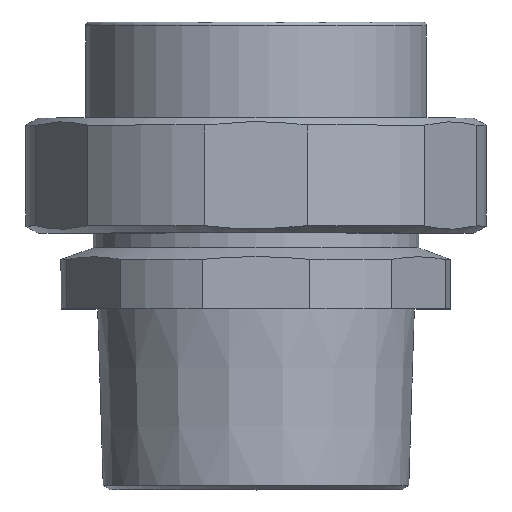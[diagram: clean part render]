
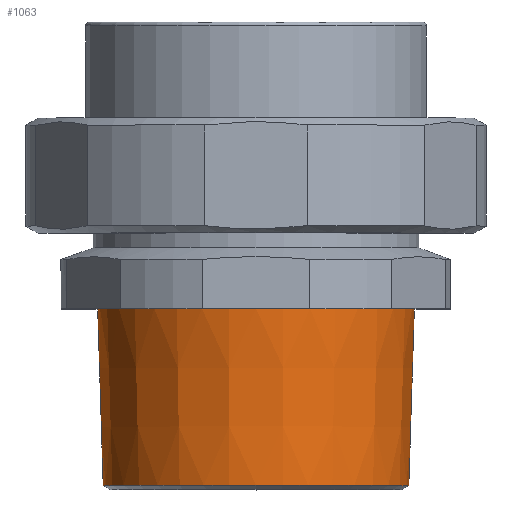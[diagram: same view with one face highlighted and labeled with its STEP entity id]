
A CAD part, top view. The second image highlights one B-rep face of the part: STEP entity #1063.
In plain terms, the highlighted conical face has half-angle 1.789 degrees and reference radius 34.316 mm.
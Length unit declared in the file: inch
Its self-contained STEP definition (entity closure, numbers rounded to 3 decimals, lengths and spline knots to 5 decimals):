
#19=CONICAL_SURFACE('',#1165,1.35104,0.031);
#65=CIRCLE('',#1135,1.375);
#66=CIRCLE('',#1136,1.375);
#84=CIRCLE('',#1166,1.32709);
#85=CIRCLE('',#1167,1.32709);
#164=FACE_OUTER_BOUND('',#221,.T.);
#221=EDGE_LOOP('',(#755,#756,#757,#758,#759,#760));
#286=LINE('',#1728,#338);
#338=VECTOR('',#1380,1.35104);
#410=VERTEX_POINT('',#1676);
#411=VERTEX_POINT('',#1677);
#423=VERTEX_POINT('',#1724);
#424=VERTEX_POINT('',#1725);
#526=EDGE_CURVE('',#410,#411,#65,.T.);
#527=EDGE_CURVE('',#411,#410,#66,.T.);
#549=EDGE_CURVE('',#423,#424,#84,.T.);
#550=EDGE_CURVE('',#424,#423,#85,.T.);
#551=EDGE_CURVE('',#424,#411,#286,.T.);
#755=ORIENTED_EDGE('',*,*,#549,.F.);
#756=ORIENTED_EDGE('',*,*,#550,.F.);
#757=ORIENTED_EDGE('',*,*,#551,.T.);
#758=ORIENTED_EDGE('',*,*,#527,.T.);
#759=ORIENTED_EDGE('',*,*,#526,.T.);
#760=ORIENTED_EDGE('',*,*,#551,.F.);
#1063=ADVANCED_FACE('',(#164),#19,.T.);
#1135=AXIS2_PLACEMENT_3D('',#1678,#1310,#1311);
#1136=AXIS2_PLACEMENT_3D('',#1679,#1312,#1313);
#1165=AXIS2_PLACEMENT_3D('',#1723,#1374,#1375);
#1166=AXIS2_PLACEMENT_3D('',#1726,#1376,#1377);
#1167=AXIS2_PLACEMENT_3D('',#1727,#1378,#1379);
#1310=DIRECTION('center_axis',(0.,-1.,0.));
#1311=DIRECTION('ref_axis',(-1.,0.,0.));
#1312=DIRECTION('center_axis',(0.,-1.,0.));
#1313=DIRECTION('ref_axis',(-1.,0.,0.));
#1374=DIRECTION('center_axis',(0.,1.,0.));
#1375=DIRECTION('ref_axis',(1.,0.,0.));
#1376=DIRECTION('center_axis',(0.,-1.,0.));
#1377=DIRECTION('ref_axis',(-1.,0.,0.));
#1378=DIRECTION('center_axis',(0.,-1.,0.));
#1379=DIRECTION('ref_axis',(-1.,0.,0.));
#1380=DIRECTION('',(-0.031,1.,0.));
#1676=CARTESIAN_POINT('',(1.375,-0.65747,0.));
#1677=CARTESIAN_POINT('',(-1.375,-0.65747,0.));
#1678=CARTESIAN_POINT('Origin',(0.,-0.65747,
0.));
#1679=CARTESIAN_POINT('Origin',(0.,-0.65747,
0.));
#1723=CARTESIAN_POINT('Origin',(0.,-1.42443,0.));
#1724=CARTESIAN_POINT('',(1.32709,-2.19139,0.));
#1725=CARTESIAN_POINT('',(-1.32709,-2.19139,0.));
#1726=CARTESIAN_POINT('Origin',(0.,-2.19139,
0.));
#1727=CARTESIAN_POINT('Origin',(0.,-2.19139,
0.));
#1728=CARTESIAN_POINT('',(-1.35104,-1.42443,0.));
